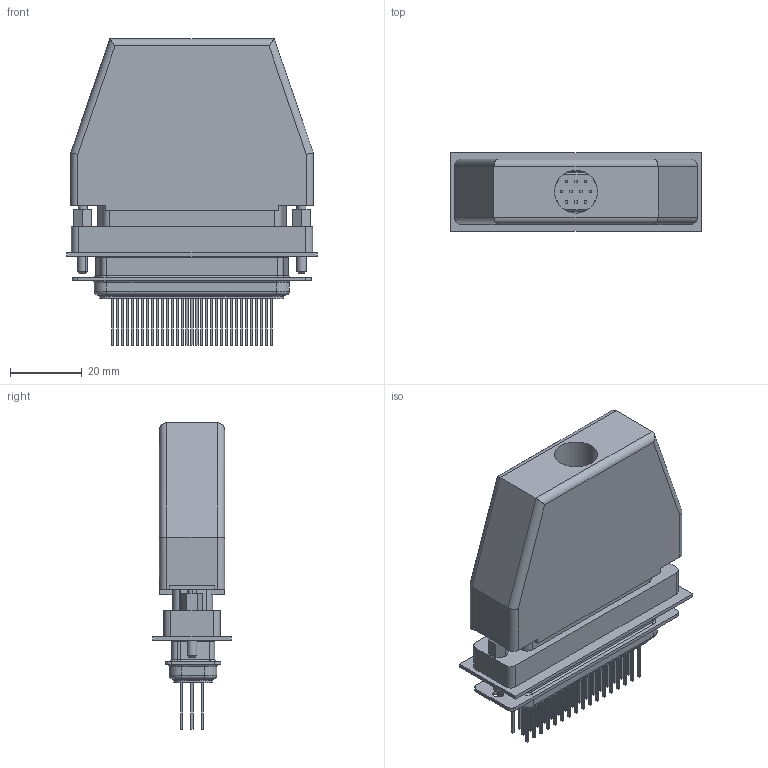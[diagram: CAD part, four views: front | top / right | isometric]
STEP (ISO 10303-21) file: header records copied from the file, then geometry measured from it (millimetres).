
FILE_DESCRIPTION (( 'STEP AP214' ), '1' );
FILE_NAME ('53086~1.STEP', '2019-06-03T08:01:46', ( '' ), ( '' ), 'SwSTEP 2.0', 'SolidWorks 2018', '' );
FILE_SCHEMA (( 'AUTOMOTIVE_DESIGN' ));
Length unit declared in the file: millimetre
Products named in the file (7): 41007~0_ohne Bolzen<S>; 29633~0_S; 53086~1; 53117~0_S; 29628~0; 46511~0_S; 43452~0_S
Assembly tree (7 placements, depth 2):
  53086~1
    41007~0_ohne Bolzen<S>
    29633~0_S
    29628~0
    53117~0_S
    43452~0_S
    46511~0_S  x2
Bounding box: 70 x 22 x 85.53 mm (x, y, z)
Volume: 51546 mm3; surface area: 38190.5 mm2
Topology: 7 solids, 7 shells, 1514 faces, 3483 edges, 2196 vertices
Faces by surface type: plane 799, cylinder 557, cone 108, torus 46, bspline 4
Entity records: 44505 total; most frequent: DIRECTION 7461, CARTESIAN_POINT 7165, ORIENTED_EDGE 6686, EDGE_CURVE 3343, AXIS2_PLACEMENT_3D 2637, VECTOR 2187, LINE 2187, VERTEX_POINT 2173
